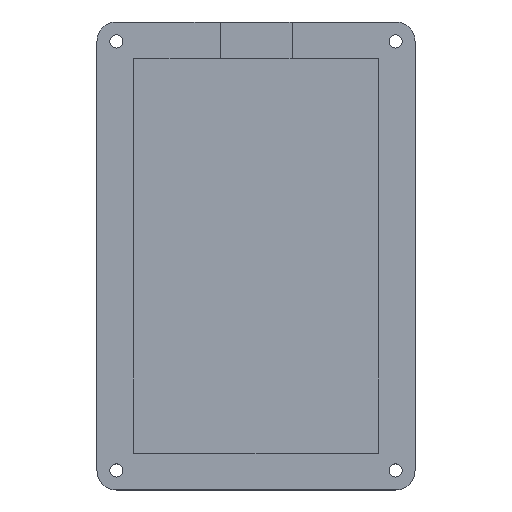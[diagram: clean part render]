
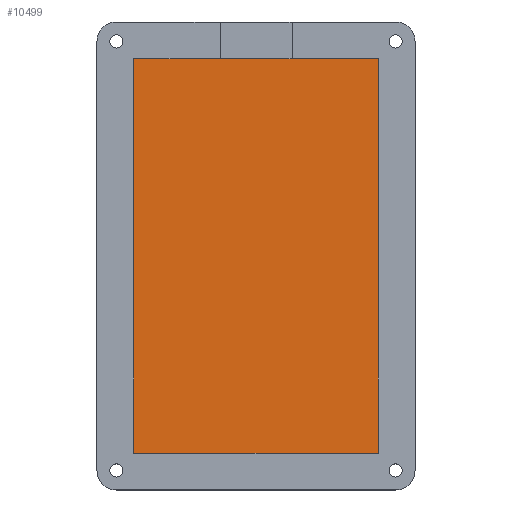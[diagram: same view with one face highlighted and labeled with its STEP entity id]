
A CAD part, top view. The second image highlights one B-rep face of the part: STEP entity #10499.
In plain terms, the highlighted planar face has unit normal (0, 0, 1).
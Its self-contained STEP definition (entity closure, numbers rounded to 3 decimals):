
#1317=FACE_OUTER_BOUND('',#1927,.T.);
#1927=EDGE_LOOP('',(#7074,#7075,#7076,#7077));
#2587=LINE('',#12825,#3434);
#2589=LINE('',#12830,#3436);
#2590=LINE('',#12831,#3437);
#2591=LINE('',#12832,#3438);
#3434=VECTOR('',#11477,10.);
#3436=VECTOR('',#11481,10.);
#3437=VECTOR('',#11482,10.);
#3438=VECTOR('',#11483,10.);
#4277=VERTEX_POINT('',#12822);
#4278=VERTEX_POINT('',#12824);
#4279=VERTEX_POINT('',#12828);
#4280=VERTEX_POINT('',#12829);
#5391=EDGE_CURVE('',#4277,#4278,#2587,.T.);
#5393=EDGE_CURVE('',#4279,#4280,#2589,.T.);
#5394=EDGE_CURVE('',#4278,#4279,#2590,.T.);
#5395=EDGE_CURVE('',#4280,#4277,#2591,.T.);
#7074=ORIENTED_EDGE('',*,*,#5393,.F.);
#7075=ORIENTED_EDGE('',*,*,#5394,.F.);
#7076=ORIENTED_EDGE('',*,*,#5391,.F.);
#7077=ORIENTED_EDGE('',*,*,#5395,.F.);
#10289=PLANE('',#11157);
#10499=ADVANCED_FACE('',(#1317),#10289,.T.);
#11157=AXIS2_PLACEMENT_3D('',#12827,#11479,#11480);
#11477=DIRECTION('',(1.,0.,0.));
#11479=DIRECTION('center_axis',(0.,0.,1.));
#11480=DIRECTION('ref_axis',(1.,0.,0.));
#11481=DIRECTION('',(-1.,0.,0.));
#11482=DIRECTION('',(0.,-1.,0.));
#11483=DIRECTION('',(0.,1.,0.));
#12822=CARTESIAN_POINT('',(-0.209,42.799,3.));
#12824=CARTESIAN_POINT('',(62.704,42.799,3.));
#12825=CARTESIAN_POINT('',(15.519,42.799,3.));
#12827=CARTESIAN_POINT('Origin',(31.248,-7.958,3.));
#12828=CARTESIAN_POINT('',(62.704,-58.714,3.));
#12829=CARTESIAN_POINT('',(-0.209,-58.714,3.));
#12830=CARTESIAN_POINT('',(46.976,-58.714,3.));
#12831=CARTESIAN_POINT('',(62.704,17.42,3.));
#12832=CARTESIAN_POINT('',(-0.209,-33.336,3.));
